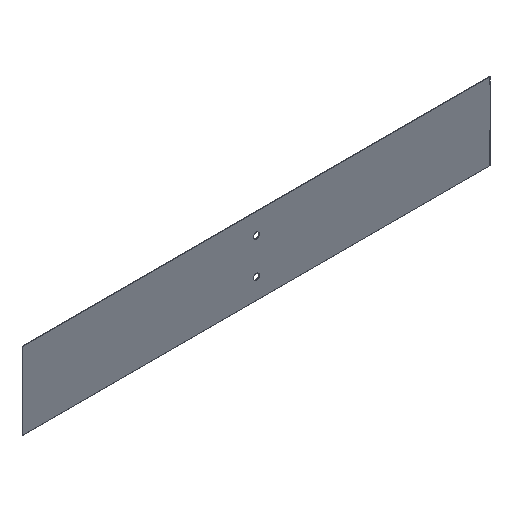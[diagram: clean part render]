
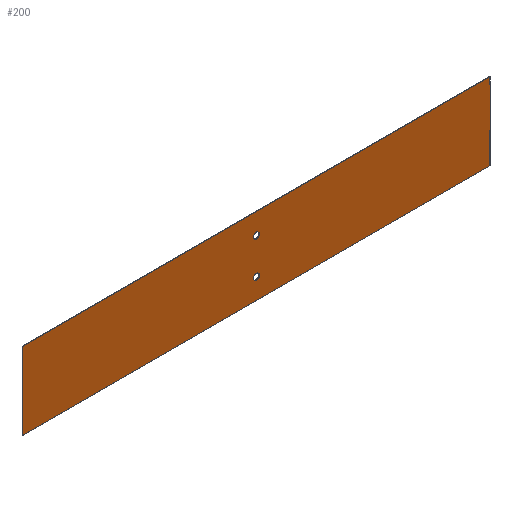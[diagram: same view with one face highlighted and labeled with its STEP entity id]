
A CAD part, isometric view. The second image highlights one B-rep face of the part: STEP entity #200.
In plain terms, the highlighted planar face has unit normal (0, -1, 0).
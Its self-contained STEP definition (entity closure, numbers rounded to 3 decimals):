
#13 = VECTOR ( 'NONE', #203, 1000. ) ;
#19 = LINE ( 'NONE', #209, #20 ) ;
#20 = VECTOR ( 'NONE', #224, 1000. ) ;
#21 = LINE ( 'NONE', #204, #24 ) ;
#22 = CIRCLE ( 'NONE', #88, 2.5 ) ;
#23 = LINE ( 'NONE', #205, #25 ) ;
#24 = VECTOR ( 'NONE', #257, 1000. ) ;
#25 = VECTOR ( 'NONE', #284, 1000. ) ;
#26 = CIRCLE ( 'NONE', #105, 2.5 ) ;
#40 = FACE_BOUND ( 'NONE', #162, .T. ) ;
#43 = FACE_BOUND ( 'NONE', #189, .T. ) ;
#48 = FACE_OUTER_BOUND ( 'NONE', #155, .T. ) ;
#50 = VERTEX_POINT ( 'NONE', #287 ) ;
#51 = VERTEX_POINT ( 'NONE', #291 ) ;
#88 = AXIS2_PLACEMENT_3D ( 'NONE', #210, #207, #285 ) ;
#90 = EDGE_CURVE ( 'NONE', #132, #127, #190, .T. ) ;
#92 = EDGE_CURVE ( 'NONE', #132, #124, #19, .T. ) ;
#93 = EDGE_CURVE ( 'NONE', #50, #50, #22, .T. ) ;
#94 = EDGE_CURVE ( 'NONE', #127, #177, #23, .T. ) ;
#95 = EDGE_CURVE ( 'NONE', #124, #177, #21, .T. ) ;
#96 = EDGE_CURVE ( 'NONE', #51, #51, #26, .T. ) ;
#102 = AXIS2_PLACEMENT_3D ( 'NONE', #271, #272, #262 ) ;
#105 = AXIS2_PLACEMENT_3D ( 'NONE', #296, #278, #225 ) ;
#124 = VERTEX_POINT ( 'NONE', #276 ) ;
#127 = VERTEX_POINT ( 'NONE', #237 ) ;
#128 = ORIENTED_EDGE ( 'NONE', *, *, #94, .F. ) ;
#131 = ORIENTED_EDGE ( 'NONE', *, *, #92, .T. ) ;
#132 = VERTEX_POINT ( 'NONE', #236 ) ;
#151 = ORIENTED_EDGE ( 'NONE', *, *, #96, .T. ) ;
#155 = EDGE_LOOP ( 'NONE', ( #128, #178, #131, #179 ) ) ;
#162 = EDGE_LOOP ( 'NONE', ( #151 ) ) ;
#177 = VERTEX_POINT ( 'NONE', #241 ) ;
#178 = ORIENTED_EDGE ( 'NONE', *, *, #90, .F. ) ;
#179 = ORIENTED_EDGE ( 'NONE', *, *, #95, .T. ) ;
#184 = ORIENTED_EDGE ( 'NONE', *, *, #93, .F. ) ;
#189 = EDGE_LOOP ( 'NONE', ( #184 ) ) ;
#190 = LINE ( 'NONE', #217, #13 ) ;
#200 = ADVANCED_FACE ( 'NONE', ( #43, #48, #40 ), #265, .T. ) ;
#203 = DIRECTION ( 'NONE',  ( 0., 0., 1. ) ) ;
#204 = CARTESIAN_POINT ( 'NONE',  ( 197., 0., -65. ) ) ;
#205 = CARTESIAN_POINT ( 'NONE',  ( -197., 0., 0. ) ) ;
#207 = DIRECTION ( 'NONE',  ( 0., -1., 0. ) ) ;
#209 = CARTESIAN_POINT ( 'NONE',  ( -197., 0., -65. ) ) ;
#210 = CARTESIAN_POINT ( 'NONE',  ( 0., 0., -47.5 ) ) ;
#217 = CARTESIAN_POINT ( 'NONE',  ( -197., 0., -65. ) ) ;
#224 = DIRECTION ( 'NONE',  ( 1., 0., 0. ) ) ;
#225 = DIRECTION ( 'NONE',  ( 0., 0., -1. ) ) ;
#236 = CARTESIAN_POINT ( 'NONE',  ( -197., 0., -65. ) ) ;
#237 = CARTESIAN_POINT ( 'NONE',  ( -197., 0., 0. ) ) ;
#241 = CARTESIAN_POINT ( 'NONE',  ( 197., 0., 0. ) ) ;
#257 = DIRECTION ( 'NONE',  ( 0., 0., 1. ) ) ;
#262 = DIRECTION ( 'NONE',  ( 0., 0., -1. ) ) ;
#265 = PLANE ( 'NONE',  #102 ) ;
#271 = CARTESIAN_POINT ( 'NONE',  ( -197., 0., -65. ) ) ;
#272 = DIRECTION ( 'NONE',  ( 0., -1., 0. ) ) ;
#276 = CARTESIAN_POINT ( 'NONE',  ( 197., 0., -65. ) ) ;
#278 = DIRECTION ( 'NONE',  ( 0., 1., 0. ) ) ;
#284 = DIRECTION ( 'NONE',  ( 1., 0., 0. ) ) ;
#285 = DIRECTION ( 'NONE',  ( 0., 0., -1. ) ) ;
#287 = CARTESIAN_POINT ( 'NONE',  ( 0., 0., -50. ) ) ;
#291 = CARTESIAN_POINT ( 'NONE',  ( 0., 0., -20. ) ) ;
#296 = CARTESIAN_POINT ( 'NONE',  ( 0., 0., -17.5 ) ) ;
